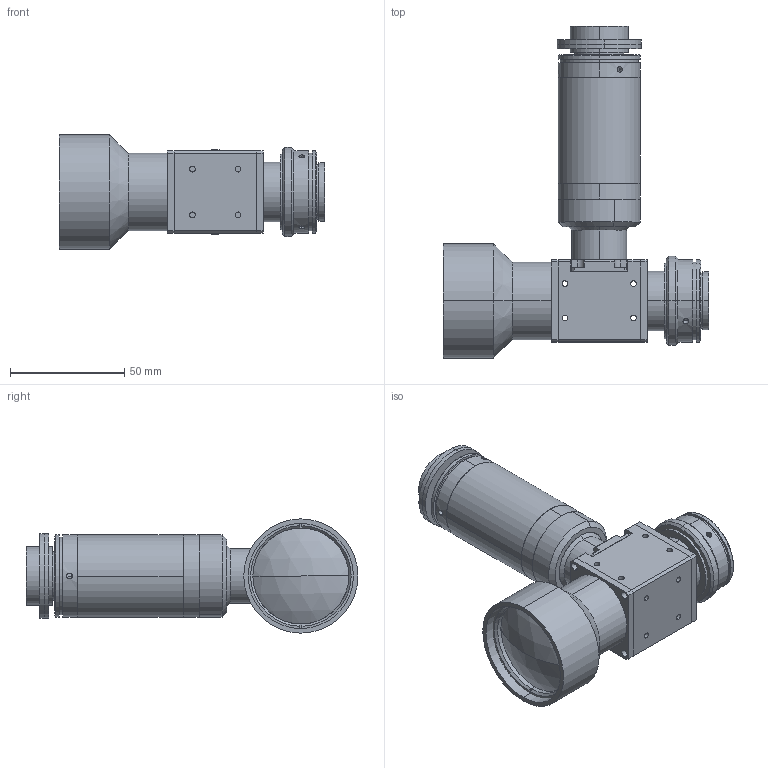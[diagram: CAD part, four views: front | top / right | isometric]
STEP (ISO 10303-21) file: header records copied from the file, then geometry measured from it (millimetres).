
FILE_DESCRIPTION (( 'STEP AP203' ), '1' );
FILE_NAME ('XF-5MDM051.5X110-1C.STEP', '2017-06-29T06:34:37', ( 'Lxtx999.CoM' ), ( 'Lxtx999.CoM' ), 'SwSTEP 2.0', 'SolidWorks 2014', '' );
FILE_SCHEMA (( 'CONFIG_CONTROL_DESIGN' ));
Length unit declared in the file: millimetre
Products named in the file (1): XF-5MDM051.5X110-1C
Bounding box: 116.13 x 145.27 x 50 mm (x, y, z)
Surface area: 46612.1 mm2 (no closed solid volume)
Topology: 0 solids, 24 shells, 248 faces, 678 edges, 458 vertices
Faces by surface type: cylinder 130, plane 92, cone 22, sphere 4
Entity records: 8394 total; most frequent: CARTESIAN_POINT 1865, DIRECTION 1460, ORIENTED_EDGE 1142, EDGE_CURVE 678, AXIS2_PLACEMENT_3D 565, VERTEX_POINT 458, LINE 330, VECTOR 330
